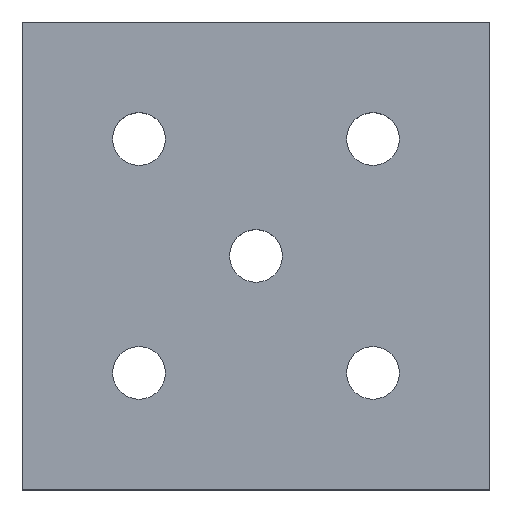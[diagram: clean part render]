
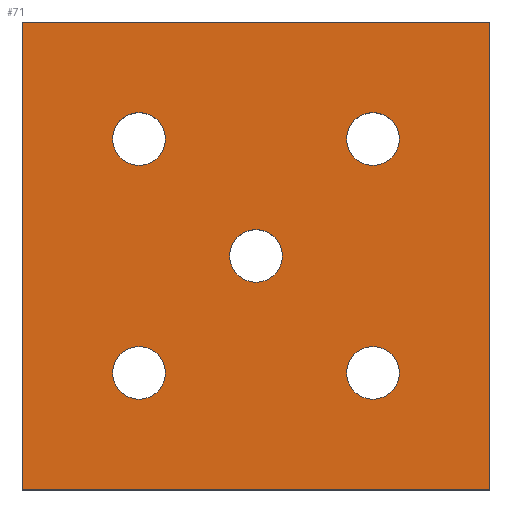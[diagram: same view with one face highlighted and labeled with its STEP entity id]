
A CAD part, top view. The second image highlights one B-rep face of the part: STEP entity #71.
In plain terms, the highlighted planar face has unit normal (0, 0, 1).
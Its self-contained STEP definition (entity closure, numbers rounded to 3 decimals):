
#71=ADVANCED_FACE('',(#135,#136,#137,#138,#139,#140),#141,.T.);
#135=FACE_BOUND('',#200,.T.);
#136=FACE_BOUND('',#201,.T.);
#137=FACE_BOUND('',#202,.T.);
#138=FACE_BOUND('',#203,.T.);
#139=FACE_BOUND('',#204,.T.);
#140=FACE_OUTER_BOUND('',#205,.T.);
#141=PLANE('',#206);
#200=EDGE_LOOP('',(#330,#331));
#201=EDGE_LOOP('',(#332,#333));
#202=EDGE_LOOP('',(#334,#335));
#203=EDGE_LOOP('',(#336,#337));
#204=EDGE_LOOP('',(#338,#339));
#205=EDGE_LOOP('',(#340,#341,#342,#343));
#206=AXIS2_PLACEMENT_3D('',#344,#345,#346);
#330=ORIENTED_EDGE('',*,*,#395,.T.);
#331=ORIENTED_EDGE('',*,*,#380,.T.);
#332=ORIENTED_EDGE('',*,*,#372,.T.);
#333=ORIENTED_EDGE('',*,*,#412,.T.);
#334=ORIENTED_EDGE('',*,*,#383,.T.);
#335=ORIENTED_EDGE('',*,*,#421,.T.);
#336=ORIENTED_EDGE('',*,*,#404,.T.);
#337=ORIENTED_EDGE('',*,*,#415,.T.);
#338=ORIENTED_EDGE('',*,*,#408,.T.);
#339=ORIENTED_EDGE('',*,*,#401,.T.);
#340=ORIENTED_EDGE('',*,*,#389,.T.);
#341=ORIENTED_EDGE('',*,*,#418,.T.);
#342=ORIENTED_EDGE('',*,*,#393,.T.);
#343=ORIENTED_EDGE('',*,*,#369,.T.);
#344=CARTESIAN_POINT('',(20.0,20.0,4.0));
#345=DIRECTION('',(0.0,0.0,1.0));
#346=DIRECTION('',(1.0,0.0,0.0));
#369=EDGE_CURVE('',#425,#430,#432,.T.);
#372=EDGE_CURVE('',#437,#434,#438,.T.);
#380=EDGE_CURVE('',#444,#449,#451,.T.);
#383=EDGE_CURVE('',#456,#453,#457,.T.);
#389=EDGE_CURVE('',#430,#464,#466,.T.);
#393=EDGE_CURVE('',#468,#425,#472,.T.);
#395=EDGE_CURVE('',#449,#444,#474,.T.);
#401=EDGE_CURVE('',#477,#482,#484,.T.);
#404=EDGE_CURVE('',#489,#486,#490,.T.);
#408=EDGE_CURVE('',#482,#477,#495,.T.);
#412=EDGE_CURVE('',#434,#437,#499,.T.);
#415=EDGE_CURVE('',#486,#489,#502,.T.);
#418=EDGE_CURVE('',#464,#468,#505,.T.);
#421=EDGE_CURVE('',#453,#456,#508,.T.);
#425=VERTEX_POINT('',#512);
#430=VERTEX_POINT('',#519);
#432=LINE('',#522,#523);
#434=VERTEX_POINT('',#525);
#437=VERTEX_POINT('',#529);
#438=CIRCLE('',#530,2.25);
#444=VERTEX_POINT('',#537);
#449=VERTEX_POINT('',#543);
#451=CIRCLE('',#546,2.25);
#453=VERTEX_POINT('',#548);
#456=VERTEX_POINT('',#552);
#457=CIRCLE('',#553,2.25);
#464=VERTEX_POINT('',#562);
#466=LINE('',#565,#566);
#468=VERTEX_POINT('',#568);
#472=LINE('',#574,#575);
#474=CIRCLE('',#577,2.25);
#477=VERTEX_POINT('',#580);
#482=VERTEX_POINT('',#586);
#484=CIRCLE('',#589,2.25);
#486=VERTEX_POINT('',#591);
#489=VERTEX_POINT('',#595);
#490=CIRCLE('',#596,2.25);
#495=CIRCLE('',#602,2.25);
#499=CIRCLE('',#606,2.25);
#502=CIRCLE('',#609,2.25);
#505=LINE('',#613,#614);
#508=CIRCLE('',#617,2.25);
#512=CARTESIAN_POINT('',(0.,0.0,4.0));
#519=CARTESIAN_POINT('',(40.0,0.0,4.0));
#522=CARTESIAN_POINT('',(20.0,0.0,4.0));
#523=VECTOR('',#623,1.0);
#525=CARTESIAN_POINT('',(32.25,30.0,4.0));
#529=CARTESIAN_POINT('',(27.75,30.0,4.0));
#530=AXIS2_PLACEMENT_3D('',#625,#626,#627);
#537=CARTESIAN_POINT('',(12.25,30.0,4.0));
#543=CARTESIAN_POINT('',(7.75,30.0,4.0));
#546=AXIS2_PLACEMENT_3D('',#637,#638,#639);
#548=CARTESIAN_POINT('',(22.25,20.0,4.0));
#552=CARTESIAN_POINT('',(17.75,20.0,4.0));
#553=AXIS2_PLACEMENT_3D('',#641,#642,#643);
#562=CARTESIAN_POINT('',(40.0,40.0,4.0));
#565=CARTESIAN_POINT('',(40.0,20.0,4.0));
#566=VECTOR('',#650,1.0);
#568=CARTESIAN_POINT('',(0.,40.0,4.0));
#574=CARTESIAN_POINT('',(0.,20.0,4.0));
#575=VECTOR('',#653,1.0);
#577=AXIS2_PLACEMENT_3D('',#654,#655,#656);
#580=CARTESIAN_POINT('',(32.25,10.0,4.0));
#586=CARTESIAN_POINT('',(27.75,10.0,4.0));
#589=AXIS2_PLACEMENT_3D('',#665,#666,#667);
#591=CARTESIAN_POINT('',(12.25,10.0,4.0));
#595=CARTESIAN_POINT('',(7.75,10.0,4.0));
#596=AXIS2_PLACEMENT_3D('',#669,#670,#671);
#602=AXIS2_PLACEMENT_3D('',#676,#677,#678);
#606=AXIS2_PLACEMENT_3D('',#685,#686,#687);
#609=AXIS2_PLACEMENT_3D('',#691,#692,#693);
#613=CARTESIAN_POINT('',(20.0,40.0,4.0));
#614=VECTOR('',#695,1.0);
#617=AXIS2_PLACEMENT_3D('',#699,#700,#701);
#623=DIRECTION('',(1.0,0.0,0.0));
#625=CARTESIAN_POINT('',(30.0,30.0,4.0));
#626=DIRECTION('',(0.0,0.0,-1.0));
#627=DIRECTION('',(1.0,0.0,0.0));
#637=CARTESIAN_POINT('',(10.0,30.0,4.0));
#638=DIRECTION('',(0.0,0.0,-1.0));
#639=DIRECTION('',(1.0,0.0,0.0));
#641=CARTESIAN_POINT('',(20.0,20.0,4.0));
#642=DIRECTION('',(0.0,0.0,-1.0));
#643=DIRECTION('',(1.0,0.0,0.0));
#650=DIRECTION('',(0.0,1.0,0.0));
#653=DIRECTION('',(0.0,-1.0,0.0));
#654=CARTESIAN_POINT('',(10.0,30.0,4.0));
#655=DIRECTION('',(0.0,0.0,-1.0));
#656=DIRECTION('',(1.0,0.0,0.0));
#665=CARTESIAN_POINT('',(30.0,10.0,4.0));
#666=DIRECTION('',(0.0,0.0,-1.0));
#667=DIRECTION('',(1.0,0.0,0.0));
#669=CARTESIAN_POINT('',(10.0,10.0,4.0));
#670=DIRECTION('',(0.0,0.0,-1.0));
#671=DIRECTION('',(1.0,0.0,0.0));
#676=CARTESIAN_POINT('',(30.0,10.0,4.0));
#677=DIRECTION('',(0.0,0.0,-1.0));
#678=DIRECTION('',(1.0,0.0,0.0));
#685=CARTESIAN_POINT('',(30.0,30.0,4.0));
#686=DIRECTION('',(0.0,0.0,-1.0));
#687=DIRECTION('',(1.0,0.0,0.0));
#691=CARTESIAN_POINT('',(10.0,10.0,4.0));
#692=DIRECTION('',(0.0,0.0,-1.0));
#693=DIRECTION('',(1.0,0.0,0.0));
#695=DIRECTION('',(-1.0,0.0,0.0));
#699=CARTESIAN_POINT('',(20.0,20.0,4.0));
#700=DIRECTION('',(0.0,0.0,-1.0));
#701=DIRECTION('',(1.0,0.0,0.0));
